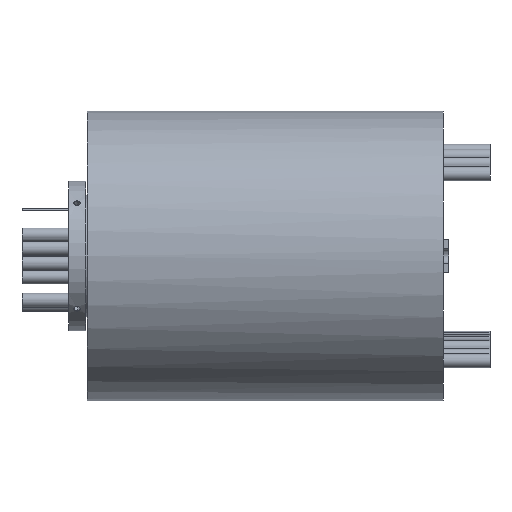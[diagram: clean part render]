
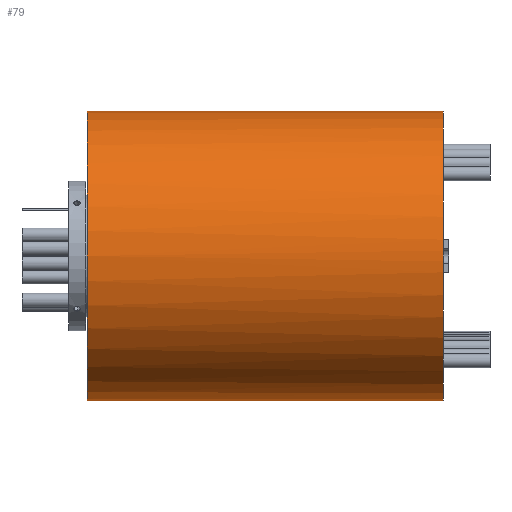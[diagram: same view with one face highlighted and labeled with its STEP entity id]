
A CAD part, front view. The second image highlights one B-rep face of the part: STEP entity #79.
In plain terms, the highlighted cylindrical face has radius 155 mm (diameter 310 mm), a partial arc.
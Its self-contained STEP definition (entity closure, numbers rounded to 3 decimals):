
#79 = ADVANCED_FACE ( 'NONE', ( #5179 ), #2418, .T. ) ;
#124 = EDGE_CURVE ( 'NONE', #5560, #5793, #3586, .T. ) ;
#441 = DIRECTION ( 'NONE',  ( -1., 0., 0. ) ) ;
#825 = ORIENTED_EDGE ( 'NONE', *, *, #2463, .F. ) ;
#859 = CARTESIAN_POINT ( 'NONE',  ( 20., 0., 0. ) ) ;
#899 = VERTEX_POINT ( 'NONE', #4290 ) ;
#934 = CARTESIAN_POINT ( 'NONE',  ( 401., 0., 0. ) ) ;
#961 = CARTESIAN_POINT ( 'NONE',  ( 0., 0., 155. ) ) ;
#996 = EDGE_CURVE ( 'NONE', #899, #5967, #5491, .T. ) ;
#1139 = EDGE_LOOP ( 'NONE', ( #825, #3074, #3592, #4110, #4125, #1882 ) ) ;
#1365 = DIRECTION ( 'NONE',  ( 0., 0., 1. ) ) ;
#1380 = AXIS2_PLACEMENT_3D ( 'NONE', #5115, #2165, #5598 ) ;
#1383 = VECTOR ( 'NONE', #3934, 1000. ) ;
#1433 = DIRECTION ( 'NONE',  ( 0., 0., 1. ) ) ;
#1474 = CARTESIAN_POINT ( 'NONE',  ( 20., 0., 155. ) ) ;
#1711 = CARTESIAN_POINT ( 'NONE',  ( 401., -154.009, 17.5 ) ) ;
#1812 = DIRECTION ( 'NONE',  ( -1., 0., 0. ) ) ;
#1874 = EDGE_CURVE ( 'NONE', #4341, #899, #5754, .T. ) ;
#1882 = ORIENTED_EDGE ( 'NONE', *, *, #124, .F. ) ;
#2165 = DIRECTION ( 'NONE',  ( -1., 0., 0. ) ) ;
#2242 = VECTOR ( 'NONE', #441, 1000. ) ;
#2418 = CYLINDRICAL_SURFACE ( 'NONE', #4978, 155. ) ;
#2463 = EDGE_CURVE ( 'NONE', #4341, #5560, #4008, .T. ) ;
#2743 = CARTESIAN_POINT ( 'NONE',  ( 401., 0., 0. ) ) ;
#2940 = EDGE_CURVE ( 'NONE', #5967, #4695, #6109, .T. ) ;
#3074 = ORIENTED_EDGE ( 'NONE', *, *, #1874, .T. ) ;
#3231 = CARTESIAN_POINT ( 'NONE',  ( 401., 0., -155. ) ) ;
#3240 = DIRECTION ( 'NONE',  ( 0., 0., 1. ) ) ;
#3420 = LINE ( 'NONE', #961, #2242 ) ;
#3518 = EDGE_CURVE ( 'NONE', #4695, #5793, #3420, .T. ) ;
#3586 = CIRCLE ( 'NONE', #5288, 155. ) ;
#3592 = ORIENTED_EDGE ( 'NONE', *, *, #996, .T. ) ;
#3824 = AXIS2_PLACEMENT_3D ( 'NONE', #934, #4377, #1433 ) ;
#3934 = DIRECTION ( 'NONE',  ( -1., 0., 0. ) ) ;
#4008 = LINE ( 'NONE', #4426, #1383 ) ;
#4110 = ORIENTED_EDGE ( 'NONE', *, *, #2940, .T. ) ;
#4125 = ORIENTED_EDGE ( 'NONE', *, *, #3518, .T. ) ;
#4290 = CARTESIAN_POINT ( 'NONE',  ( 401., -154.009, -17.5 ) ) ;
#4303 = DIRECTION ( 'NONE',  ( -1., 0., 0. ) ) ;
#4313 = CARTESIAN_POINT ( 'NONE',  ( 401., 0., 155. ) ) ;
#4341 = VERTEX_POINT ( 'NONE', #3231 ) ;
#4377 = DIRECTION ( 'NONE',  ( -1., 0., 0. ) ) ;
#4426 = CARTESIAN_POINT ( 'NONE',  ( 0., 0., -155. ) ) ;
#4695 = VERTEX_POINT ( 'NONE', #4313 ) ;
#4978 = AXIS2_PLACEMENT_3D ( 'NONE', #6191, #1812, #5235 ) ;
#5115 = CARTESIAN_POINT ( 'NONE',  ( 401., 0., 0. ) ) ;
#5179 = FACE_OUTER_BOUND ( 'NONE', #1139, .T. ) ;
#5235 = DIRECTION ( 'NONE',  ( 0., 0., 1. ) ) ;
#5288 = AXIS2_PLACEMENT_3D ( 'NONE', #859, #4303, #1365 ) ;
#5491 = CIRCLE ( 'NONE', #3824, 155. ) ;
#5560 = VERTEX_POINT ( 'NONE', #6147 ) ;
#5594 = AXIS2_PLACEMENT_3D ( 'NONE', #2743, #6161, #3240 ) ;
#5598 = DIRECTION ( 'NONE',  ( 0., 0., 1. ) ) ;
#5754 = CIRCLE ( 'NONE', #5594, 155. ) ;
#5793 = VERTEX_POINT ( 'NONE', #1474 ) ;
#5967 = VERTEX_POINT ( 'NONE', #1711 ) ;
#6109 = CIRCLE ( 'NONE', #1380, 155. ) ;
#6147 = CARTESIAN_POINT ( 'NONE',  ( 20., 0., -155. ) ) ;
#6161 = DIRECTION ( 'NONE',  ( -1., 0., 0. ) ) ;
#6191 = CARTESIAN_POINT ( 'NONE',  ( 0., 0., 0. ) ) ;
